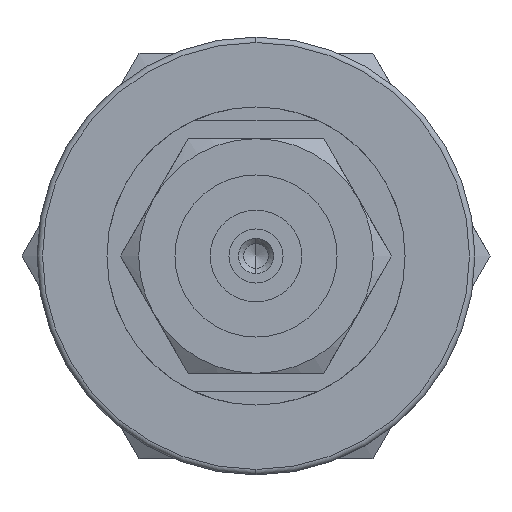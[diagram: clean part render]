
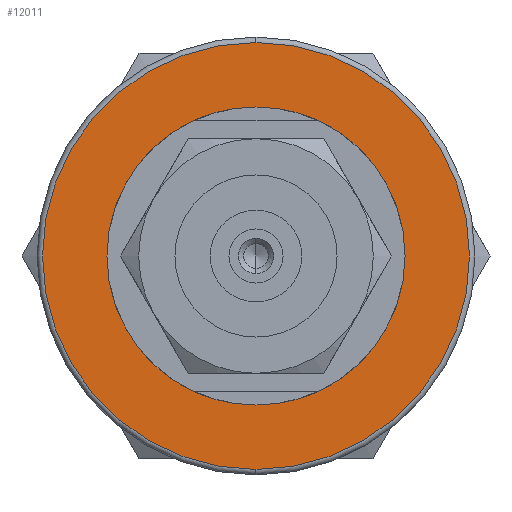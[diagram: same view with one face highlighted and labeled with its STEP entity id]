
A CAD part, left-side view. The second image highlights one B-rep face of the part: STEP entity #12011.
In plain terms, the highlighted planar face has unit normal (-1, 0, 0).
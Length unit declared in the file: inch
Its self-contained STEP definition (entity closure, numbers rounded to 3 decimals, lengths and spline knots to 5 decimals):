
#71 = DIRECTION ( 'NONE',  ( 0., 0., -1. ) ) ;
#633 = AXIS2_PLACEMENT_3D ( 'NONE', #21277, #7369, #12660 ) ;
#825 = EDGE_LOOP ( 'NONE', ( #1554, #22204 ) ) ;
#1009 = ORIENTED_EDGE ( 'NONE', *, *, #1991, .F. ) ;
#1258 = CIRCLE ( 'NONE', #12234, 0.394 ) ;
#1554 = ORIENTED_EDGE ( 'NONE', *, *, #9924, .T. ) ;
#1583 = FACE_BOUND ( 'NONE', #825, .T. ) ;
#1924 = EDGE_CURVE ( 'NONE', #8989, #8824, #9309, .T. ) ;
#1991 = EDGE_CURVE ( 'NONE', #10683, #10281, #1258, .T. ) ;
#3517 = PLANE ( 'NONE',  #7679 ) ;
#6980 = DIRECTION ( 'NONE',  ( 0., 0., -1. ) ) ;
#7369 = DIRECTION ( 'NONE',  ( 1., 0., 0. ) ) ;
#7377 = DIRECTION ( 'NONE',  ( 0., 0., -1. ) ) ;
#7679 = AXIS2_PLACEMENT_3D ( 'NONE', #17410, #15683, #71 ) ;
#8207 = AXIS2_PLACEMENT_3D ( 'NONE', #8982, #17827, #7377 ) ;
#8824 = VERTEX_POINT ( 'NONE', #18835 ) ;
#8982 = CARTESIAN_POINT ( 'NONE',  ( -0.85374, 0., 0. ) ) ;
#8989 = VERTEX_POINT ( 'NONE', #12164 ) ;
#9128 = EDGE_CURVE ( 'NONE', #10281, #10683, #19309, .T. ) ;
#9309 = CIRCLE ( 'NONE', #8207, 0.275 ) ;
#9924 = EDGE_CURVE ( 'NONE', #8824, #8989, #19326, .T. ) ;
#10129 = AXIS2_PLACEMENT_3D ( 'NONE', #15500, #13666, #22491 ) ;
#10281 = VERTEX_POINT ( 'NONE', #10666 ) ;
#10666 = CARTESIAN_POINT ( 'NONE',  ( -0.85374, 0., 0.394 ) ) ;
#10683 = VERTEX_POINT ( 'NONE', #19977 ) ;
#11819 = EDGE_LOOP ( 'NONE', ( #1009, #14150 ) ) ;
#12011 = ADVANCED_FACE ( 'NONE', ( #17298, #1583 ), #3517, .F. ) ;
#12164 = CARTESIAN_POINT ( 'NONE',  ( -0.85374, 0., 0.275 ) ) ;
#12234 = AXIS2_PLACEMENT_3D ( 'NONE', #15723, #22714, #6980 ) ;
#12660 = DIRECTION ( 'NONE',  ( 0., 0., -1. ) ) ;
#13666 = DIRECTION ( 'NONE',  ( 1., 0., 0. ) ) ;
#14150 = ORIENTED_EDGE ( 'NONE', *, *, #9128, .F. ) ;
#15500 = CARTESIAN_POINT ( 'NONE',  ( -0.85374, 0., 0. ) ) ;
#15683 = DIRECTION ( 'NONE',  ( 1., 0., 0. ) ) ;
#15723 = CARTESIAN_POINT ( 'NONE',  ( -0.85374, 0., 0. ) ) ;
#17298 = FACE_OUTER_BOUND ( 'NONE', #11819, .T. ) ;
#17410 = CARTESIAN_POINT ( 'NONE',  ( -0.85374, 0.394, 0. ) ) ;
#17827 = DIRECTION ( 'NONE',  ( 1., 0., 0. ) ) ;
#18835 = CARTESIAN_POINT ( 'NONE',  ( -0.85374, 0., -0.275 ) ) ;
#19309 = CIRCLE ( 'NONE', #10129, 0.394 ) ;
#19326 = CIRCLE ( 'NONE', #633, 0.275 ) ;
#19977 = CARTESIAN_POINT ( 'NONE',  ( -0.85374, 0., -0.394 ) ) ;
#21277 = CARTESIAN_POINT ( 'NONE',  ( -0.85374, 0., 0. ) ) ;
#22204 = ORIENTED_EDGE ( 'NONE', *, *, #1924, .T. ) ;
#22491 = DIRECTION ( 'NONE',  ( 0., 0., -1. ) ) ;
#22714 = DIRECTION ( 'NONE',  ( 1., 0., 0. ) ) ;
